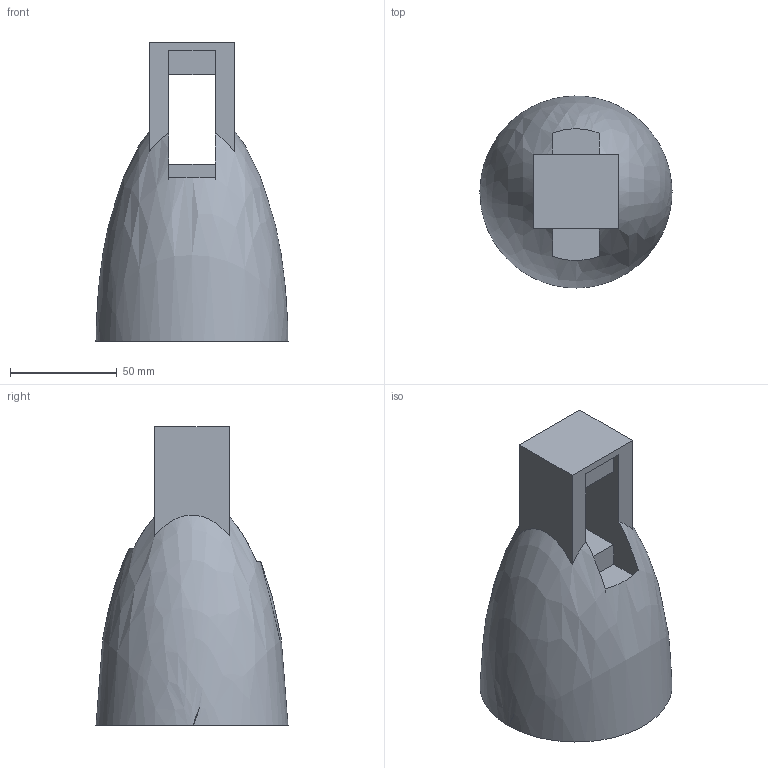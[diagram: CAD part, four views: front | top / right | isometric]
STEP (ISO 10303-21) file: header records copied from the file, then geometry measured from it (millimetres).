
FILE_DESCRIPTION(/* description */ (''),/* implementation_level */ '2;1');
FILE_NAME(/* name */ 'Part-Lower-1.stp',/* time_stamp */ '2018-03-18T06:42:18+05:00',/* author */ (''),/* organization */ (''),/* preprocessor_version */ 'ST-DEVELOPER v15.2',/* originating_system */ 'Autodesk Translator Framework v2.0.0.5431',/* authorisation */ '');
FILE_SCHEMA (('AUTOMOTIVE_DESIGN { 1 0 10303 214 3 1 1 }'));
Length unit declared in the file: centimetre
Products named in the file (1): Part-Lower-1
Bounding box: 89.99 x 89.99 x 140 mm (x, y, z)
Volume: 383379.2 mm3; surface area: 36904.2 mm2
Topology: 1 solids, 1 shells, 25 faces, 72 edges, 49 vertices
Faces by surface type: plane 23, bspline 2
Entity records: 1037 total; most frequent: CARTESIAN_POINT 390, ORIENTED_EDGE 144, DIRECTION 104, EDGE_CURVE 72, LINE 56, VECTOR 56, VERTEX_POINT 49, EDGE_LOOP 27
